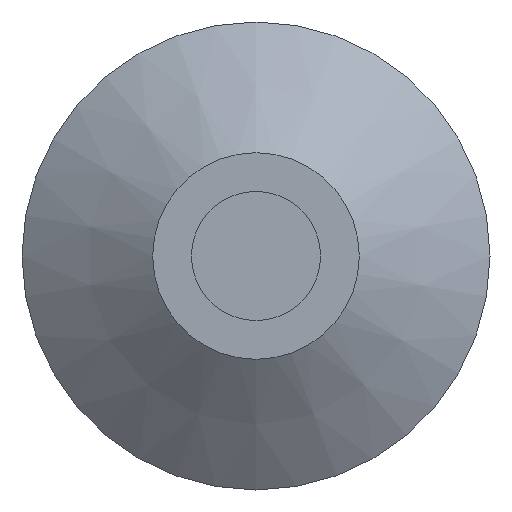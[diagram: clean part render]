
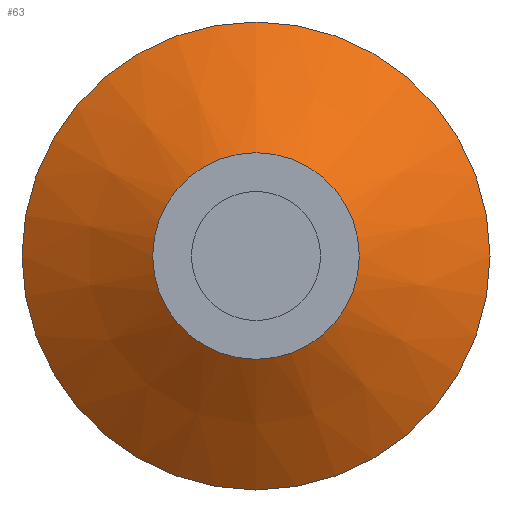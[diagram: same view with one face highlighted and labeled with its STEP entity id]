
A CAD part, left-side view. The second image highlights one B-rep face of the part: STEP entity #63.
In plain terms, the highlighted conical face has half-angle 55.024 degrees and reference radius 9.6 mm.
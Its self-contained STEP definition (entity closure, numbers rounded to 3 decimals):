
#63 = ADVANCED_FACE( '', ( #128, #129 ), #130, .T. );
#128 = FACE_OUTER_BOUND( '', #404, .T. );
#129 = FACE_BOUND( '', #405, .T. );
#130 = CONICAL_SURFACE( '', #406, 9.6, 0.96 );
#404 = EDGE_LOOP( '', ( #498 ) );
#405 = EDGE_LOOP( '', ( #499 ) );
#406 = AXIS2_PLACEMENT_3D( '', #500, #501, #502 );
#498 = ORIENTED_EDGE( '', *, *, #529, .T. );
#499 = ORIENTED_EDGE( '', *, *, #537, .F. );
#500 = CARTESIAN_POINT( '', ( -44.5, 0., 0. ) );
#501 = DIRECTION( '', ( 1., 0., 0. ) );
#502 = DIRECTION( '', ( 0., 0., -1. ) );
#529 = EDGE_CURVE( '', #574, #574, #575, .T. );
#537 = EDGE_CURVE( '', #587, #587, #588, .T. );
#574 = VERTEX_POINT( '', #646 );
#575 = CIRCLE( '', #647, 21.75 );
#587 = VERTEX_POINT( '', #758 );
#588 = CIRCLE( '', #759, 9.6 );
#646 = CARTESIAN_POINT( '', ( -36., 0., 21.75 ) );
#647 = AXIS2_PLACEMENT_3D( '', #921, #922, #923 );
#758 = CARTESIAN_POINT( '', ( -44.5, 0., 9.6 ) );
#759 = AXIS2_PLACEMENT_3D( '', #933, #934, #935 );
#921 = CARTESIAN_POINT( '', ( -36., 0., 0. ) );
#922 = DIRECTION( '', ( -1., 0., 0. ) );
#923 = DIRECTION( '', ( 0., 0., 1. ) );
#933 = CARTESIAN_POINT( '', ( -44.5, 0., 0. ) );
#934 = DIRECTION( '', ( -1., 0., 0. ) );
#935 = DIRECTION( '', ( 0., 0., 1. ) );
